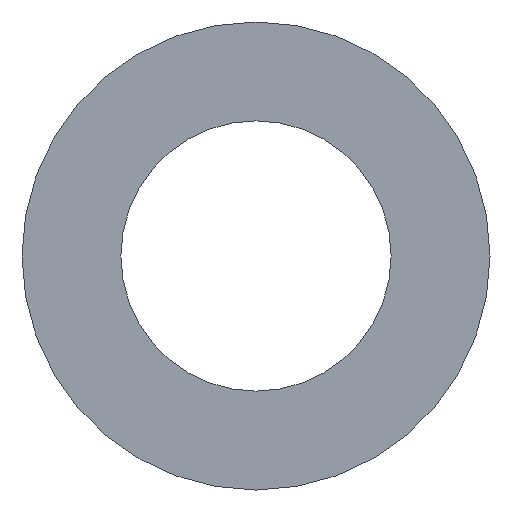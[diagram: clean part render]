
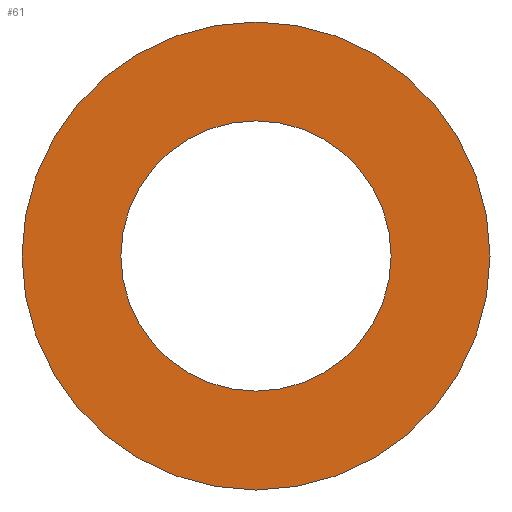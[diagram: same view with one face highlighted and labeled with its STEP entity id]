
A CAD part, front view. The second image highlights one B-rep face of the part: STEP entity #61.
In plain terms, the highlighted planar face has unit normal (0, -1, 0).
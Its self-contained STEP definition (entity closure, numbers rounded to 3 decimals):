
#21=FACE_BOUND('',#28,.T.);
#23=FACE_OUTER_BOUND('',#27,.T.);
#27=EDGE_LOOP('',(#47));
#28=EDGE_LOOP('',(#48));
#33=CIRCLE('',#89,3.55);
#34=CIRCLE('',#90,2.05);
#37=VERTEX_POINT('',#118);
#38=VERTEX_POINT('',#120);
#41=EDGE_CURVE('',#37,#37,#33,.T.);
#42=EDGE_CURVE('',#38,#38,#34,.T.);
#47=ORIENTED_EDGE('',*,*,#41,.T.);
#48=ORIENTED_EDGE('',*,*,#42,.T.);
#59=PLANE('',#88);
#61=ADVANCED_FACE('',(#23,#21),#59,.F.);
#88=AXIS2_PLACEMENT_3D('',#117,#98,#99);
#89=AXIS2_PLACEMENT_3D('',#119,#100,#101);
#90=AXIS2_PLACEMENT_3D('',#121,#102,#103);
#98=DIRECTION('center_axis',(0.,1.,0.));
#99=DIRECTION('ref_axis',(0.,0.,1.));
#100=DIRECTION('center_axis',(0.,-1.,0.));
#101=DIRECTION('ref_axis',(-1.,0.,0.));
#102=DIRECTION('center_axis',(0.,1.,0.));
#103=DIRECTION('ref_axis',(1.,0.,0.));
#117=CARTESIAN_POINT('Origin',(0.,-0.5,0.));
#118=CARTESIAN_POINT('',(3.55,-0.5,0.));
#119=CARTESIAN_POINT('Origin',(0.,-0.5,0.));
#120=CARTESIAN_POINT('',(-2.05,-0.5,0.));
#121=CARTESIAN_POINT('Origin',(0.,-0.5,0.));
